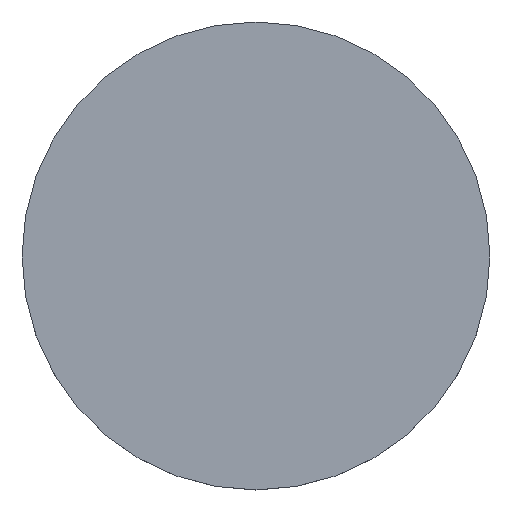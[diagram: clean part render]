
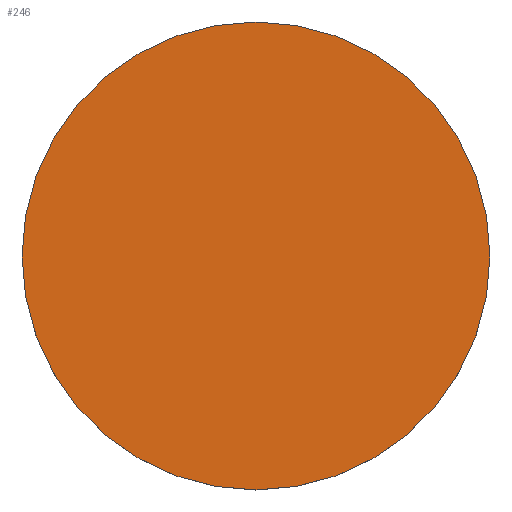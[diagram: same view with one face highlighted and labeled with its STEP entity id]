
A CAD part, top view. The second image highlights one B-rep face of the part: STEP entity #246.
In plain terms, the highlighted planar face has unit normal (0, 0, 1).
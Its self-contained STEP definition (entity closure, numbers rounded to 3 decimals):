
#225 = EDGE_CURVE('',#226,#226,#228,.T.);
#226 = VERTEX_POINT('',#227);
#227 = CARTESIAN_POINT('',(7.5,0.,-15.));
#228 = CIRCLE('',#229,7.5);
#229 = AXIS2_PLACEMENT_3D('',#230,#231,#232);
#230 = CARTESIAN_POINT('',(0.,0.,-15.));
#231 = DIRECTION('',(-0.,0.,1.));
#232 = DIRECTION('',(1.,0.,0.));
#246 = ADVANCED_FACE('',(#247),#250,.T.);
#247 = FACE_BOUND('',#248,.F.);
#248 = EDGE_LOOP('',(#249));
#249 = ORIENTED_EDGE('',*,*,#225,.F.);
#250 = PLANE('',#251);
#251 = AXIS2_PLACEMENT_3D('',#252,#253,#254);
#252 = CARTESIAN_POINT('',(0.,0.,-15.));
#253 = DIRECTION('',(0.,0.,1.));
#254 = DIRECTION('',(1.,0.,0.));
